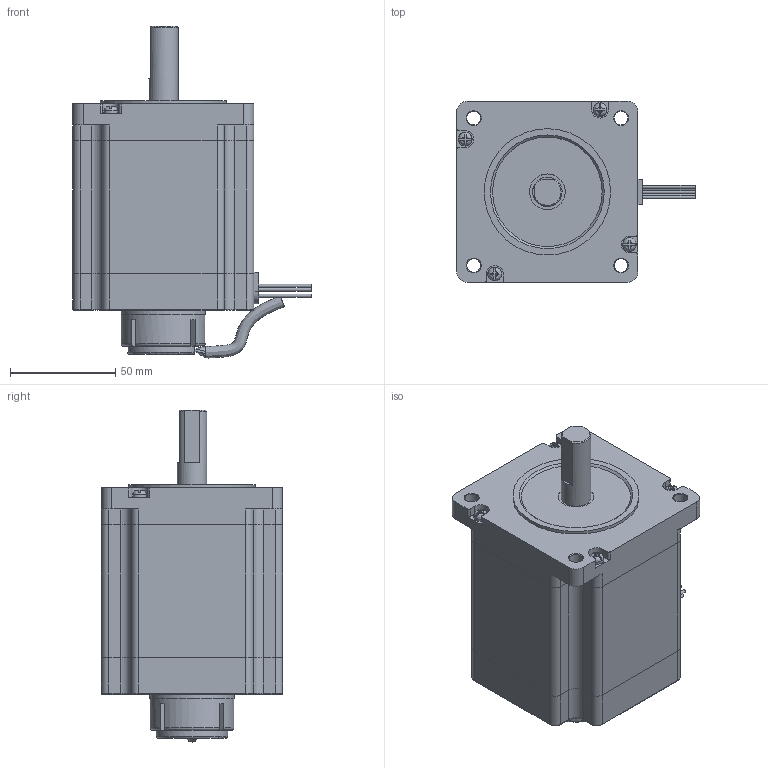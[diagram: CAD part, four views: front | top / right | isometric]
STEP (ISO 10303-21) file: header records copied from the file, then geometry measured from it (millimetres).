
FILE_DESCRIPTION( ( '' ), '1' );
FILE_NAME( 'MS599-AO5.stp', '2017-03-01T01:37:53', ( 'Dimamotor' ), ( 'Dimamotor' ), 'PSStep 17.0.49', ' ', ' ' );
FILE_SCHEMA( ( 'AUTOMOTIVE_DESIGN { 1 0 10303 214 1 1 1 1 }' ) );
Length unit declared in the file: millimetre
Products named in the file (5): Assem1; MS59-上蓋; MS59-單軸下蓋; AO5-編碼器; MS599-定子
Assembly tree (4 placements, depth 2):
  Assem1
    MS59-上蓋
    MS59-單軸下蓋
    AO5-編碼器
    MS599-定子
Bounding box: 113.2 x 86 x 157.67 mm (x, y, z)
Volume: 664732.1 mm3; surface area: 87116.8 mm2
Topology: 4 solids, 4 shells, 294 faces, 780 edges, 511 vertices
Faces by surface type: plane 173, cylinder 88, torus 17, bspline 9, cone 7
Full cylindrical faces by diameter (mm): 1.5 x5, 6.5 x8, 10.5 x1, 14 x1, 17 x1, 20 x3, 40 x2, 60 x1
Entity records: 12267 total; most frequent: CARTESIAN_POINT 2716, DIRECTION 1484, ORIENTED_EDGE 1450, EDGE_CURVE 725, AXIS2_PLACEMENT_3D 532, VERTEX_POINT 488, LINE 420, VECTOR 420
